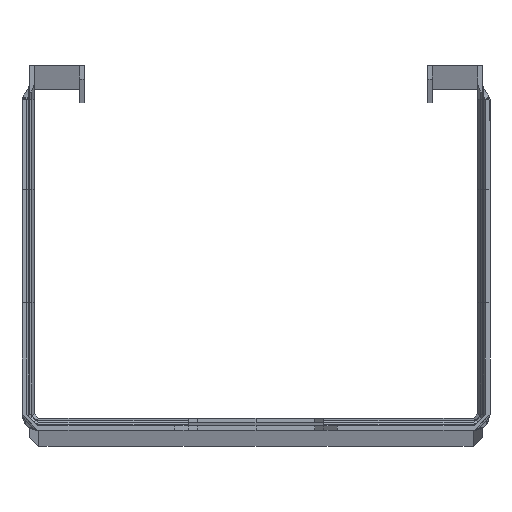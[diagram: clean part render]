
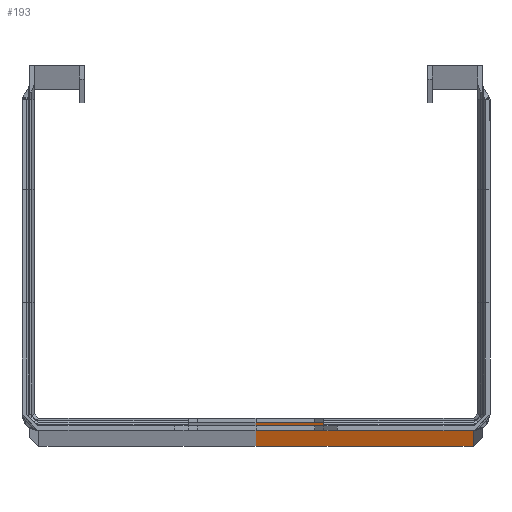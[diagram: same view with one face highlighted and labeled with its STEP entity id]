
A CAD part, top view. The second image highlights one B-rep face of the part: STEP entity #193.
In plain terms, the highlighted planar face has unit normal (0, -1, 0).
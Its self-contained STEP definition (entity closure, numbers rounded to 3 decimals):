
#60=PLANE('',#4014);
#193=ADVANCED_FACE('',(#433),#60,.T.);
#433=FACE_OUTER_BOUND('',#677,.T.);
#677=EDGE_LOOP('',(#1051,#1052,#1053,#1054,#1055,#1056,#1057,#1058,#1059,
#1060,#1061,#1062,#1063,#1064,#1065,#1066,#1067));
#1051=ORIENTED_EDGE('',*,*,#2213,.T.);
#1052=ORIENTED_EDGE('',*,*,#2434,.T.);
#1053=ORIENTED_EDGE('',*,*,#2437,.T.);
#1054=ORIENTED_EDGE('',*,*,#2438,.T.);
#1055=ORIENTED_EDGE('',*,*,#2166,.F.);
#1056=ORIENTED_EDGE('',*,*,#2218,.F.);
#1057=ORIENTED_EDGE('',*,*,#2217,.T.);
#1058=ORIENTED_EDGE('',*,*,#2201,.F.);
#1059=ORIENTED_EDGE('',*,*,#2265,.T.);
#1060=ORIENTED_EDGE('',*,*,#2262,.T.);
#1061=ORIENTED_EDGE('',*,*,#2216,.T.);
#1062=ORIENTED_EDGE('',*,*,#2215,.T.);
#1063=ORIENTED_EDGE('',*,*,#2252,.T.);
#1064=ORIENTED_EDGE('',*,*,#2255,.T.);
#1065=ORIENTED_EDGE('',*,*,#2258,.T.);
#1066=ORIENTED_EDGE('',*,*,#2210,.F.);
#1067=ORIENTED_EDGE('',*,*,#2214,.T.);
#2166=EDGE_CURVE('',#3242,#3246,#2791,.T.);
#2201=EDGE_CURVE('',#3280,#3279,#2821,.T.);
#2210=EDGE_CURVE('',#3294,#3295,#2830,.T.);
#2213=EDGE_CURVE('',#3296,#3297,#2833,.T.);
#2214=EDGE_CURVE('',#3294,#3296,#2834,.T.);
#2215=EDGE_CURVE('',#3301,#3300,#2835,.T.);
#2216=EDGE_CURVE('',#3302,#3301,#2836,.T.);
#2217=EDGE_CURVE('',#3241,#3279,#2837,.T.);
#2218=EDGE_CURVE('',#3241,#3242,#2838,.T.);
#2252=EDGE_CURVE('',#3300,#3299,#3731,.T.);
#2255=EDGE_CURVE('',#3299,#3298,#2869,.T.);
#2258=EDGE_CURVE('',#3298,#3295,#3733,.T.);
#2262=EDGE_CURVE('',#3303,#3302,#2874,.T.);
#2265=EDGE_CURVE('',#3280,#3303,#3735,.T.);
#2434=EDGE_CURVE('',#3297,#3305,#3775,.T.);
#2437=EDGE_CURVE('',#3305,#3304,#3007,.T.);
#2438=EDGE_CURVE('',#3304,#3246,#3008,.T.);
#2791=B_SPLINE_CURVE_WITH_KNOTS('',1,(#7689,#7690),.UNSPECIFIED.,.F.,.F.,
(2,2),(0.,30.),.UNSPECIFIED.);
#2821=B_SPLINE_CURVE_WITH_KNOTS('',1,(#7820,#7821),.UNSPECIFIED.,.F.,.F.,
(2,2),(0.,7.097),.UNSPECIFIED.);
#2830=B_SPLINE_CURVE_WITH_KNOTS('',1,(#7838,#7839),.UNSPECIFIED.,.F.,.F.,
(2,2),(-13.,0.),.UNSPECIFIED.);
#2833=B_SPLINE_CURVE_WITH_KNOTS('',1,(#7844,#7845),.UNSPECIFIED.,.F.,.F.,
(2,2),(0.,13.),.UNSPECIFIED.);
#2834=B_SPLINE_CURVE_WITH_KNOTS('',1,(#7846,#7847),.UNSPECIFIED.,.F.,.F.,
(2,2),(-25.417,0.),.UNSPECIFIED.);
#2835=B_SPLINE_CURVE_WITH_KNOTS('',1,(#7848,#7849),.UNSPECIFIED.,.F.,.F.,
(2,2),(0.,13.),.UNSPECIFIED.);
#2836=B_SPLINE_CURVE_WITH_KNOTS('',1,(#7850,#7851),.UNSPECIFIED.,.F.,.F.,
(2,2),(-2922.917,0.),.UNSPECIFIED.);
#2837=B_SPLINE_CURVE_WITH_KNOTS('',1,(#7852,#7853),.UNSPECIFIED.,.F.,.F.,
(2,2),(-33.,0.),.UNSPECIFIED.);
#2838=B_SPLINE_CURVE_WITH_KNOTS('',1,(#7854,#7855),.UNSPECIFIED.,.F.,.F.,
(2,2),(0.,2995.555),.UNSPECIFIED.);
#2869=B_SPLINE_CURVE_WITH_KNOTS('',1,(#7934,#7935),.UNSPECIFIED.,.F.,.F.,
(2,2),(0.,21.417),.UNSPECIFIED.);
#2874=B_SPLINE_CURVE_WITH_KNOTS('',1,(#7950,#7951),.UNSPECIFIED.,.F.,.F.,
(2,2),(0.,13.),.UNSPECIFIED.);
#3007=B_SPLINE_CURVE_WITH_KNOTS('',1,(#8514,#8515),.UNSPECIFIED.,.F.,.F.,
(2,2),(0.,7.708),.UNSPECIFIED.);
#3008=B_SPLINE_CURVE_WITH_KNOTS('',1,(#8516,#8517),.UNSPECIFIED.,.F.,.F.,
(2,2),(0.,4.243),.UNSPECIFIED.);
#3241=VERTEX_POINT('',#7277);
#3242=VERTEX_POINT('',#7278);
#3246=VERTEX_POINT('',#7282);
#3279=VERTEX_POINT('',#7315);
#3280=VERTEX_POINT('',#7316);
#3294=VERTEX_POINT('',#7330);
#3295=VERTEX_POINT('',#7331);
#3296=VERTEX_POINT('',#7332);
#3297=VERTEX_POINT('',#7333);
#3298=VERTEX_POINT('',#7334);
#3299=VERTEX_POINT('',#7335);
#3300=VERTEX_POINT('',#7336);
#3301=VERTEX_POINT('',#7337);
#3302=VERTEX_POINT('',#7338);
#3303=VERTEX_POINT('',#7339);
#3304=VERTEX_POINT('',#7340);
#3305=VERTEX_POINT('',#7341);
#3731=(
BOUNDED_CURVE()
B_SPLINE_CURVE(2,(#7927,#7928,#7929),.UNSPECIFIED.,.F.,.F.)
B_SPLINE_CURVE_WITH_KNOTS((3,3),(0.,3.142),.UNSPECIFIED.)
CURVE()
GEOMETRIC_REPRESENTATION_ITEM()
RATIONAL_B_SPLINE_CURVE((1.,0.707,1.))
REPRESENTATION_ITEM('')
);
#3733=(
BOUNDED_CURVE()
B_SPLINE_CURVE(2,(#7941,#7942,#7943),.UNSPECIFIED.,.F.,.F.)
B_SPLINE_CURVE_WITH_KNOTS((3,3),(0.,3.142),.UNSPECIFIED.)
CURVE()
GEOMETRIC_REPRESENTATION_ITEM()
RATIONAL_B_SPLINE_CURVE((1.,0.707,1.))
REPRESENTATION_ITEM('')
);
#3735=(
BOUNDED_CURVE()
B_SPLINE_CURVE(2,(#7957,#7958,#7959),.UNSPECIFIED.,.F.,.F.)
B_SPLINE_CURVE_WITH_KNOTS((3,3),(0.,3.142),.UNSPECIFIED.)
CURVE()
GEOMETRIC_REPRESENTATION_ITEM()
RATIONAL_B_SPLINE_CURVE((1.,0.707,1.))
REPRESENTATION_ITEM('')
);
#3775=(
BOUNDED_CURVE()
B_SPLINE_CURVE(2,(#8507,#8508,#8509),.UNSPECIFIED.,.F.,.F.)
B_SPLINE_CURVE_WITH_KNOTS((3,3),(0.,3.142),.UNSPECIFIED.)
CURVE()
GEOMETRIC_REPRESENTATION_ITEM()
RATIONAL_B_SPLINE_CURVE((1.,0.707,1.))
REPRESENTATION_ITEM('')
);
#4014=AXIS2_PLACEMENT_3D('',#5468,#4131,$);
#4131=DIRECTION('',(0.,-1.,0.));
#5468=CARTESIAN_POINT('',(-159.308,0.,-304.063));
#7277=CARTESIAN_POINT('',(-102.,0.,2995.555));
#7278=CARTESIAN_POINT('',(-102.,0.,0.));
#7282=CARTESIAN_POINT('',(-132.,0.,0.));
#7315=CARTESIAN_POINT('',(-135.,0.,2995.555));
#7316=CARTESIAN_POINT('',(-135.,0.,2988.458));
#7330=CARTESIAN_POINT('',(-150.,0.,38.125));
#7331=CARTESIAN_POINT('',(-137.,0.,38.125));
#7332=CARTESIAN_POINT('',(-150.,0.,12.708));
#7333=CARTESIAN_POINT('',(-137.,0.,12.708));
#7334=CARTESIAN_POINT('',(-135.,0.,40.125));
#7335=CARTESIAN_POINT('',(-135.,0.,61.542));
#7336=CARTESIAN_POINT('',(-137.,0.,63.542));
#7337=CARTESIAN_POINT('',(-150.,0.,63.542));
#7338=CARTESIAN_POINT('',(-150.,0.,2986.458));
#7339=CARTESIAN_POINT('',(-137.,0.,2986.458));
#7340=CARTESIAN_POINT('',(-135.,0.,3.));
#7341=CARTESIAN_POINT('',(-135.,0.,10.708));
#7689=CARTESIAN_POINT('',(-102.,0.,0.));
#7690=CARTESIAN_POINT('',(-132.,0.,0.));
#7820=CARTESIAN_POINT('',(-135.,0.,2988.458));
#7821=CARTESIAN_POINT('',(-135.,0.,2995.555));
#7838=CARTESIAN_POINT('',(-150.,0.,38.125));
#7839=CARTESIAN_POINT('',(-137.,0.,38.125));
#7844=CARTESIAN_POINT('',(-150.,0.,12.708));
#7845=CARTESIAN_POINT('',(-137.,0.,12.708));
#7846=CARTESIAN_POINT('',(-150.,0.,38.125));
#7847=CARTESIAN_POINT('',(-150.,0.,12.708));
#7848=CARTESIAN_POINT('',(-150.,0.,63.542));
#7849=CARTESIAN_POINT('',(-137.,0.,63.542));
#7850=CARTESIAN_POINT('',(-150.,0.,2986.458));
#7851=CARTESIAN_POINT('',(-150.,0.,63.542));
#7852=CARTESIAN_POINT('',(-102.,0.,2995.555));
#7853=CARTESIAN_POINT('',(-135.,0.,2995.555));
#7854=CARTESIAN_POINT('',(-102.,0.,2995.555));
#7855=CARTESIAN_POINT('',(-102.,0.,0.));
#7927=CARTESIAN_POINT('',(-137.,0.,63.542));
#7928=CARTESIAN_POINT('',(-135.,0.,63.542));
#7929=CARTESIAN_POINT('',(-135.,0.,61.542));
#7934=CARTESIAN_POINT('',(-135.,0.,61.542));
#7935=CARTESIAN_POINT('',(-135.,0.,40.125));
#7941=CARTESIAN_POINT('',(-135.,0.,40.125));
#7942=CARTESIAN_POINT('',(-135.,0.,38.125));
#7943=CARTESIAN_POINT('',(-137.,0.,38.125));
#7950=CARTESIAN_POINT('',(-137.,0.,2986.458));
#7951=CARTESIAN_POINT('',(-150.,0.,2986.458));
#7957=CARTESIAN_POINT('',(-135.,0.,2988.458));
#7958=CARTESIAN_POINT('',(-135.,0.,2986.458));
#7959=CARTESIAN_POINT('',(-137.,0.,2986.458));
#8507=CARTESIAN_POINT('',(-137.,0.,12.708));
#8508=CARTESIAN_POINT('',(-135.,0.,12.708));
#8509=CARTESIAN_POINT('',(-135.,0.,10.708));
#8514=CARTESIAN_POINT('',(-135.,0.,10.708));
#8515=CARTESIAN_POINT('',(-135.,0.,3.));
#8516=CARTESIAN_POINT('',(-135.,0.,3.));
#8517=CARTESIAN_POINT('',(-132.,0.,0.));
